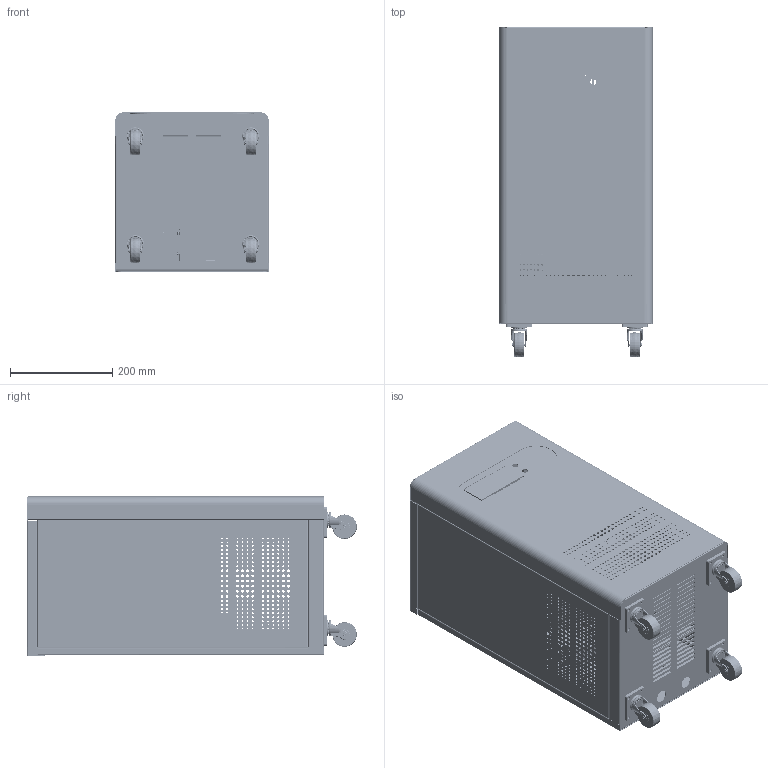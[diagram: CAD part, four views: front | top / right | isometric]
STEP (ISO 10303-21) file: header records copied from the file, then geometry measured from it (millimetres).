
FILE_DESCRIPTION (( 'STEP AP214' ), '1' );
FILE_NAME ('SJW-6K总装2025.STEP', '2025-04-30T02:06:45', ( '万丰电脑' ), ( '电话：0577-62733550' ), 'SwSTEP 2.0', 'SolidWorks 2020', '' );
FILE_SCHEMA (( 'AUTOMOTIVE_DESIGN' ));
Length unit declared in the file: millimetre
Products named in the file (19): 諉盄裔啣gaiban; 蝠霜啣; SJW-6k R褒 す溫 綴啣; SJW-6k R褒 す溫 藷啣2025; SJW-6k R脯啣 ; TB2505諉盄傷赽; SJW-6K奻假蚾褽; SJW-6K脯啣蚾饜; SJW珆尨そ2025; SJW-6k R褒 す溫 階裔; CJX2-0908諉揖ん; 剿繚ん絳寢; 剿繚んИ璃QIANJIAN; sjw嶄宒褐謫6k; SJW-6k R褒 す溫耜藷2025; SJW-6k R脯啣褒沺; SJW-6K軞蚾2025; DZ47s-3P等薊諾羲; SJW-6k R褒 す溫 菁啣
Assembly tree (30 placements, depth 3):
  SJW-6K軞蚾2025
    SJW-6k R褒 す溫 藷啣2025
    SJW-6k R褒 す溫 菁啣
    SJW-6k R褒 す溫 綴啣
    SJW-6k R褒 す溫 階裔
    SJW-6k R脯啣褒沺  x6
    SJW-6K脯啣蚾饜  x3
      SJW-6k R脯啣 
    CJX2-0908諉揖ん
    DZ47s-3P等薊諾羲
    剿繚ん絳寢
    剿繚んИ璃QIANJIAN
    TB2505諉盄傷赽
    SJW-6k R褒 す溫耜藷2025  x2
    蝠霜啣
    SJW-6K奻假蚾褽  x2
    SJW珆尨そ2025
    sjw嶄宒褐謫6k  x4
    諉盄裔啣gaiban
Bounding box: 300 x 645.08 x 311.55 mm (x, y, z)
Volume: 2280207.6 mm3; surface area: 2756660.6 mm2
Topology: 55 solids, 65 shells, 6381 faces, 17132 edges, 10895 vertices
Faces by surface type: cylinder 2902, plane 2469, bspline 386, torus 344, sphere 256, cone 24
Entity records: 186972 total; most frequent: CARTESIAN_POINT 36586, ORIENTED_EDGE 24480, DIRECTION 24244, EDGE_CURVE 12240, AXIS2_PLACEMENT_3D 8555, VERTEX_POINT 7891, LINE 7134, VECTOR 7134
